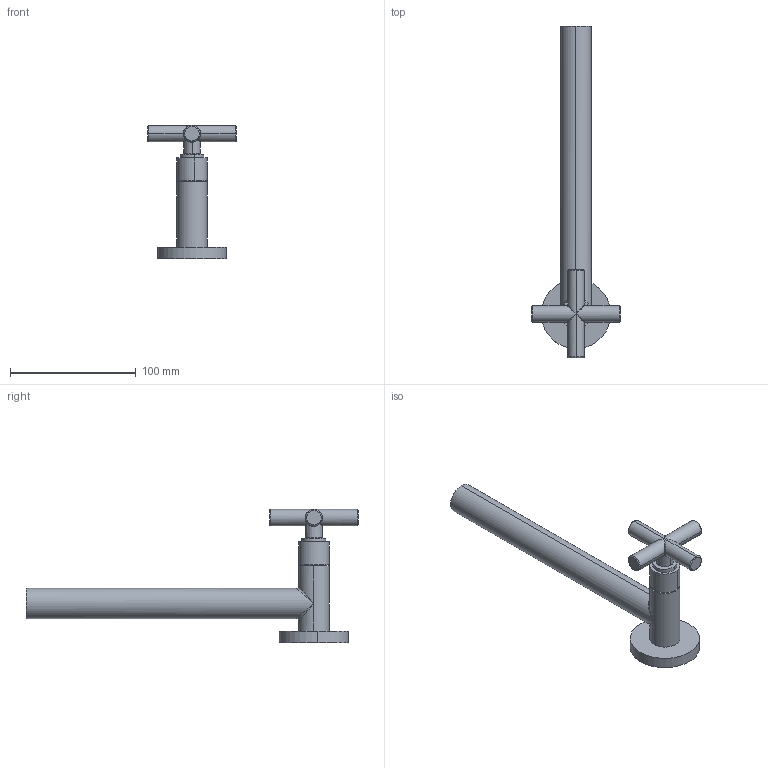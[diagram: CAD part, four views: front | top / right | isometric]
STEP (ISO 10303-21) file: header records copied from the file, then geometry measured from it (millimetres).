
FILE_DESCRIPTION (( 'STEP AP203' ), '1' );
FILE_NAME ('22900892-00.STEP', '2018-07-03T14:22:16', ( '' ), ( '' ), 'SwSTEP 2.0', 'SolidWorks 2017', '' );
FILE_SCHEMA (( 'CONFIG_CONTROL_DESIGN' ));
Length unit declared in the file: millimetre
Products named in the file (5): 22900892-00; Planungsmodell_Rosette_rund-+-36.104.820-01_ _K5_55x9; Planungsmodell_Griff-+-83.905.930-02_ _K7_24x18_19x3_20,2x0,9; Planungsmodell_Griff-+-09.20.89.003-01_ _K2; Planungsmodell_T-Stueck-+-22.901.780-01_ _K7_24x228,5_24x30x22
Assembly tree (4 placements, depth 2):
  22900892-00
    Planungsmodell_T-Stueck-+-22.901.780-01_ _K7_24x228,5_24x30x22
    Planungsmodell_Rosette_rund-+-36.104.820-01_ _K5_55x9
    Planungsmodell_Griff-+-83.905.930-02_ _K7_24x18_19x3_20,2x0,9
    Planungsmodell_Griff-+-09.20.89.003-01_ _K2
Bounding box: 70 x 263.5 x 105.65 mm (x, y, z)
Volume: 172811.3 mm3; surface area: 36470.7 mm2
Topology: 4 solids, 4 shells, 61 faces, 126 edges, 67 vertices
Faces by surface type: cylinder 23, plane 14, bspline 10, torus 8, sphere 4, cone 2
Entity records: 2959 total; most frequent: CARTESIAN_POINT 1273, DIRECTION 266, ORIENTED_EDGE 236, AXIS2_PLACEMENT_3D 120, EDGE_CURVE 118, VERTEX_POINT 67, EDGE_LOOP 63, CIRCLE 62
